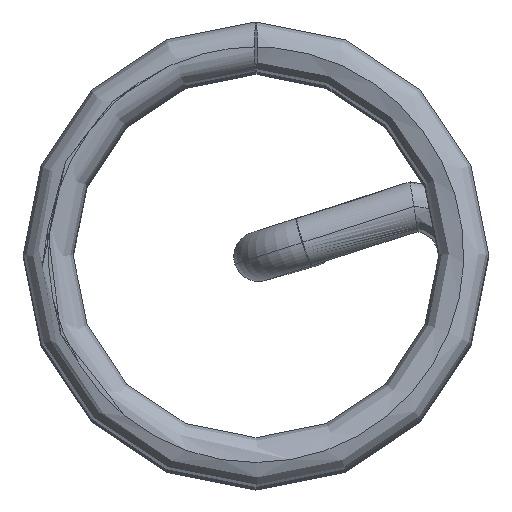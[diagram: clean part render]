
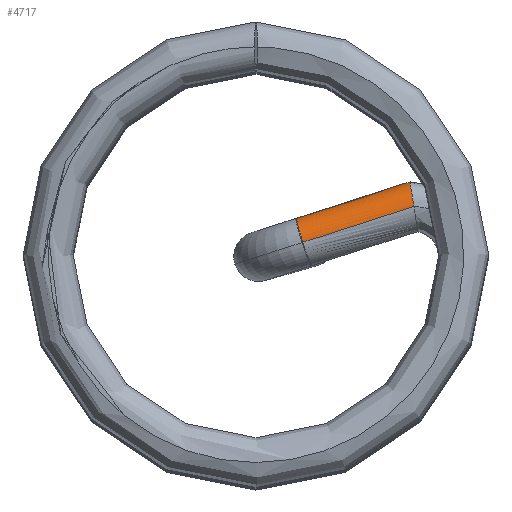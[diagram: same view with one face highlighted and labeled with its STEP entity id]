
A CAD part, top view. The second image highlights one B-rep face of the part: STEP entity #4717.
In plain terms, the highlighted free-form (B-spline) face has degree [3, 1] with [7, 2] control points.
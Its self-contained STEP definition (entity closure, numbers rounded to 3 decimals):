
#120 = CARTESIAN_POINT ( 'NONE',  ( 0.484, 0.471, 0.001 ) ) ;
#196 = CARTESIAN_POINT ( 'NONE',  ( 0.565, 0.181, 0.3 ) ) ;
#231 = CARTESIAN_POINT ( 'NONE',  ( 1.9, 0.61, 0.3 ) ) ;
#315 = CARTESIAN_POINT ( 'NONE',  ( 0.547, 0.34, -0.266 ) ) ;
#421 = B_SPLINE_CURVE_WITH_KNOTS ( 'NONE', 3,
 ( #3523, #1535, #2477, #5775, #2961, #120 ),
 .UNSPECIFIED., .F., .F.,
 ( 4, 2, 4 ),
 ( 0.25, 0.375, 0.5 ),
 .UNSPECIFIED. ) ;
#425 = ORIENTED_EDGE ( 'NONE', *, *, #949, .F. ) ;
#584 = ORIENTED_EDGE ( 'NONE', *, *, #1788, .F. ) ;
#646 = EDGE_CURVE ( 'NONE', #3105, #2066, #4643, .T. ) ;
#662 = CARTESIAN_POINT ( 'NONE',  ( 1.912, 1.244, 0.3 ) ) ;
#766 = CARTESIAN_POINT ( 'NONE',  ( 1.888, 0.689, 0.3 ) ) ;
#834 = EDGE_CURVE ( 'NONE', #3901, #4349, #5635, .T. ) ;
#949 = EDGE_CURVE ( 'NONE', #5663, #2066, #3834, .T. ) ;
#1139 = CARTESIAN_POINT ( 'NONE',  ( 1.943, 1.254, -0.3 ) ) ;
#1167 = EDGE_CURVE ( 'NONE', #3105, #3901, #3361, .T. ) ;
#1236 = CARTESIAN_POINT ( 'NONE',  ( 1.858, 0.877, 0.157 ) ) ;
#1471 = ORIENTED_EDGE ( 'NONE', *, *, #1167, .F. ) ;
#1535 = CARTESIAN_POINT ( 'NONE',  ( 0.541, 0.256, 0.3 ) ) ;
#1610 = CARTESIAN_POINT ( 'NONE',  ( 2.127, 0.683, -0.3 ) ) ;
#1715 = CARTESIAN_POINT ( 'NONE',  ( 1.853, 0.91, -0.078 ) ) ;
#1717 = FACE_OUTER_BOUND ( 'NONE', #5578, .T. ) ;
#1748 = CARTESIAN_POINT ( 'NONE',  ( 0.484, 0.471, 0.001 ) ) ;
#1767 = CARTESIAN_POINT ( 'NONE',  ( 1.901, 0.61, -0.3 ) ) ;
#1788 = EDGE_CURVE ( 'NONE', #4349, #5663, #421, .T. ) ;
#1853 = CARTESIAN_POINT ( 'NONE',  ( 2.095, 0.673, 0.3 ) ) ;
#2066 = VERTEX_POINT ( 'NONE', #3002 ) ;
#2082 = CARTESIAN_POINT ( 'NONE',  ( 2.31, 0.112, -0.3 ) ) ;
#2161 = ORIENTED_EDGE ( 'NONE', *, *, #834, .F. ) ;
#2184 = CARTESIAN_POINT ( 'NONE',  ( 1.876, 0.766, -0.268 ) ) ;
#2202 = CARTESIAN_POINT ( 'NONE',  ( 1.901, 0.61, -0.3 ) ) ;
#2219 = CARTESIAN_POINT ( 'NONE',  ( 1.9, 0.61, 0.3 ) ) ;
#2477 = CARTESIAN_POINT ( 'NONE',  ( 0.519, 0.331, 0.268 ) ) ;
#2550 = CARTESIAN_POINT ( 'NONE',  ( 2.279, 0.101, 0.3 ) ) ;
#2961 = CARTESIAN_POINT ( 'NONE',  ( 0.485, 0.471, 0.079 ) ) ;
#3002 = CARTESIAN_POINT ( 'NONE',  ( 0.597, 0.192, -0.299 ) ) ;
#3035 = CARTESIAN_POINT ( 'NONE',  ( 2.095, 0.673, 0.3 ) ) ;
#3105 = VERTEX_POINT ( 'NONE', #5400 ) ;
#3148 = CARTESIAN_POINT ( 'NONE',  ( 0.572, 0.266, -0.299 ) ) ;
#3361 = B_SPLINE_CURVE_WITH_KNOTS ( 'NONE', 3,
 ( #2202, #5487, #2184, #4992, #1715, #4527, #1236, #4053, #766, #3582 ),
 .UNSPECIFIED., .F., .F.,
 ( 4, 2, 2, 2, 4 ),
 ( 0., 0., 0., 0.001, 0.001 ),
 .UNSPECIFIED. ) ;
#3523 = CARTESIAN_POINT ( 'NONE',  ( 0.565, 0.181, 0.3 ) ) ;
#3582 = CARTESIAN_POINT ( 'NONE',  ( 1.9, 0.61, 0.3 ) ) ;
#3620 = CARTESIAN_POINT ( 'NONE',  ( 0.507, 0.444, -0.155 ) ) ;
#3834 = B_SPLINE_CURVE_WITH_KNOTS ( 'NONE', 3,
 ( #1748, #4089, #3620, #315, #3148, #5962 ),
 .UNSPECIFIED., .F., .F.,
 ( 4, 2, 4 ),
 ( 0.5, 0.625, 0.75 ),
 .UNSPECIFIED. ) ;
#3901 = VERTEX_POINT ( 'NONE', #231 ) ;
#3951 = CARTESIAN_POINT ( 'NONE',  ( 0.382, 0.753, 0.3 ) ) ;
#4053 = CARTESIAN_POINT ( 'NONE',  ( 1.875, 0.766, 0.268 ) ) ;
#4089 = CARTESIAN_POINT ( 'NONE',  ( 0.493, 0.473, -0.077 ) ) ;
#4349 = VERTEX_POINT ( 'NONE', #4964 ) ;
#4427 = CARTESIAN_POINT ( 'NONE',  ( 0.413, 0.763, -0.3 ) ) ;
#4527 = CARTESIAN_POINT ( 'NONE',  ( 1.853, 0.91, 0.079 ) ) ;
#4643 = B_SPLINE_CURVE_WITH_KNOTS ( 'NONE', 1,
 ( #1767, #5042 ),
 .UNSPECIFIED., .F., .F.,
 ( 2, 2 ),
 ( 0.148, 1. ),
 .UNSPECIFIED. ) ;
#4717 = ADVANCED_FACE ( 'NONE', ( #1717 ), #6051, .T. ) ;
#4749 = CARTESIAN_POINT ( 'NONE',  ( 0.484, 0.471, 0.001 ) ) ;
#4891 = CARTESIAN_POINT ( 'NONE',  ( 0.597, 0.192, -0.3 ) ) ;
#4925 = ORIENTED_EDGE ( 'NONE', *, *, #646, .T. ) ;
#4964 = CARTESIAN_POINT ( 'NONE',  ( 0.565, 0.181, 0.3 ) ) ;
#4992 = CARTESIAN_POINT ( 'NONE',  ( 1.858, 0.878, -0.157 ) ) ;
#5042 = CARTESIAN_POINT ( 'NONE',  ( 0.597, 0.192, -0.299 ) ) ;
#5365 = CARTESIAN_POINT ( 'NONE',  ( 0.78, -0.38, -0.3 ) ) ;
#5400 = CARTESIAN_POINT ( 'NONE',  ( 1.901, 0.61, -0.3 ) ) ;
#5487 = CARTESIAN_POINT ( 'NONE',  ( 1.888, 0.689, -0.3 ) ) ;
#5505 = CARTESIAN_POINT ( 'NONE',  ( 0.565, 0.181, 0.3 ) ) ;
#5578 = EDGE_LOOP ( 'NONE', ( #1471, #4925, #425, #584, #2161 ) ) ;
#5635 = B_SPLINE_CURVE_WITH_KNOTS ( 'NONE', 1,
 ( #2219, #5505 ),
 .UNSPECIFIED., .F., .F.,
 ( 2, 2 ),
 ( 0.127, 1. ),
 .UNSPECIFIED. ) ;
#5663 = VERTEX_POINT ( 'NONE', #4749 ) ;
#5775 = CARTESIAN_POINT ( 'NONE',  ( 0.491, 0.439, 0.157 ) ) ;
#5828 = CARTESIAN_POINT ( 'NONE',  ( 0.565, 0.181, 0.3 ) ) ;
#5849 = CARTESIAN_POINT ( 'NONE',  ( 0.748, -0.39, 0.3 ) ) ;
#5962 = CARTESIAN_POINT ( 'NONE',  ( 0.597, 0.192, -0.299 ) ) ;
#6051 =( BOUNDED_SURFACE ( )  B_SPLINE_SURFACE ( 3, 1, ( 
 ( #1853, #5828 ),
 ( #662, #3951 ),
 ( #1139, #4427 ),
 ( #1610, #4891 ),
 ( #2082, #5365 ),
 ( #2550, #5849 ),
 ( #3035, #196 ) ),
 .UNSPECIFIED., .T., .F., .F. ) 
 B_SPLINE_SURFACE_WITH_KNOTS ( ( 4, 3, 4 ),
 ( 2, 2 ),
 ( 0., 0.5, 1. ),
 ( 0., 1. ),
 .UNSPECIFIED. ) 
 GEOMETRIC_REPRESENTATION_ITEM ( )  RATIONAL_B_SPLINE_SURFACE ( (
 ( 1., 1.),
 ( 0.333, 0.333),
 ( 0.333, 0.333),
 ( 1., 1.),
 ( 0.333, 0.333),
 ( 0.333, 0.333),
 ( 1., 1.) ) ) 
 REPRESENTATION_ITEM ( '' )  SURFACE ( )  );
